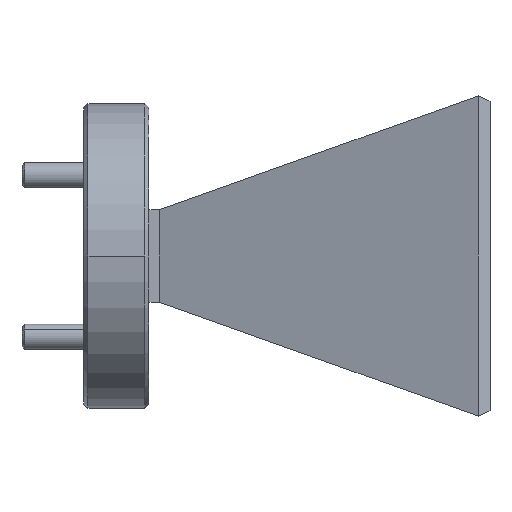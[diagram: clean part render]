
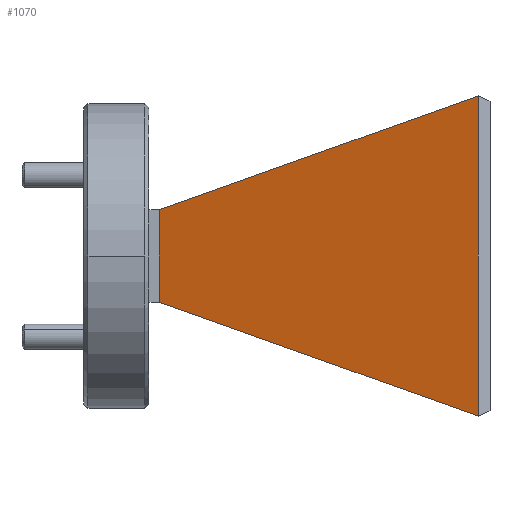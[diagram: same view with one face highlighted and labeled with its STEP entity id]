
A CAD part, front view. The second image highlights one B-rep face of the part: STEP entity #1070.
In plain terms, the highlighted planar face has unit normal (-0.287, -0.958, 0).
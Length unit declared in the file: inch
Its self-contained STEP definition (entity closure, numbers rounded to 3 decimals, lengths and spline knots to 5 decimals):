
#80 = VERTEX_POINT ( 'NONE', #2644 ) ;
#82 = VECTOR ( 'NONE', #1239, 39.37008 ) ;
#106 = CARTESIAN_POINT ( 'NONE',  ( -0.17115, -0.46613, 0.78616 ) ) ;
#255 = CARTESIAN_POINT ( 'NONE',  ( -1.24241, -0.14502, 1.19066 ) ) ;
#258 = DIRECTION ( 'NONE',  ( -0.906, 0.272, 0.323 ) ) ;
#325 = EDGE_CURVE ( 'NONE', #601, #2291, #2117, .T. ) ;
#513 = VECTOR ( 'NONE', #258, 39.37008 ) ;
#543 = CARTESIAN_POINT ( 'NONE',  ( -2.02767, 0.09037, 0.78616 ) ) ;
#601 = VERTEX_POINT ( 'NONE', #825 ) ;
#605 = CARTESIAN_POINT ( 'NONE',  ( -2.02767, 0.09037, 0.90016 ) ) ;
#796 = AXIS2_PLACEMENT_3D ( 'NONE', #106, #2416, #939 ) ;
#809 = CARTESIAN_POINT ( 'NONE',  ( -2.02767, 0.09037, 0.67216 ) ) ;
#825 = CARTESIAN_POINT ( 'NONE',  ( -1.24241, -0.14502, 1.1804 ) ) ;
#886 = LINE ( 'NONE', #1729, #513 ) ;
#919 = EDGE_CURVE ( 'NONE', #80, #2328, #886, .T. ) ;
#939 = DIRECTION ( 'NONE',  ( 0.958, -0.287, 0. ) ) ;
#978 = PLANE ( 'NONE',  #796 ) ;
#989 = FACE_OUTER_BOUND ( 'NONE', #1192, .T. ) ;
#1070 = ADVANCED_FACE ( 'NONE', ( #989 ), #978, .T. ) ;
#1192 = EDGE_LOOP ( 'NONE', ( #2110, #2024, #2605, #1208 ) ) ;
#1208 = ORIENTED_EDGE ( 'NONE', *, *, #1372, .T. ) ;
#1239 = DIRECTION ( 'NONE',  ( 0., 0., 1. ) ) ;
#1323 = DIRECTION ( 'NONE',  ( -0.906, 0.272, -0.323 ) ) ;
#1372 = EDGE_CURVE ( 'NONE', #2291, #2328, #1781, .T. ) ;
#1729 = CARTESIAN_POINT ( 'NONE',  ( -1.21367, -0.15363, 0.38166 ) ) ;
#1781 = LINE ( 'NONE', #543, #2332 ) ;
#2024 = ORIENTED_EDGE ( 'NONE', *, *, #2137, .T. ) ;
#2110 = ORIENTED_EDGE ( 'NONE', *, *, #919, .F. ) ;
#2117 = LINE ( 'NONE', #2526, #2126 ) ;
#2126 = VECTOR ( 'NONE', #1323, 39.37008 ) ;
#2137 = EDGE_CURVE ( 'NONE', #80, #601, #2462, .T. ) ;
#2291 = VERTEX_POINT ( 'NONE', #605 ) ;
#2328 = VERTEX_POINT ( 'NONE', #809 ) ;
#2332 = VECTOR ( 'NONE', #2384, 39.37008 ) ;
#2384 = DIRECTION ( 'NONE',  ( 0., 0., -1. ) ) ;
#2416 = DIRECTION ( 'NONE',  ( -0.287, -0.958, 0. ) ) ;
#2462 = LINE ( 'NONE', #255, #82 ) ;
#2526 = CARTESIAN_POINT ( 'NONE',  ( -1.21367, -0.15363, 1.19066 ) ) ;
#2605 = ORIENTED_EDGE ( 'NONE', *, *, #325, .T. ) ;
#2644 = CARTESIAN_POINT ( 'NONE',  ( -1.24241, -0.14502, 0.39191 ) ) ;
